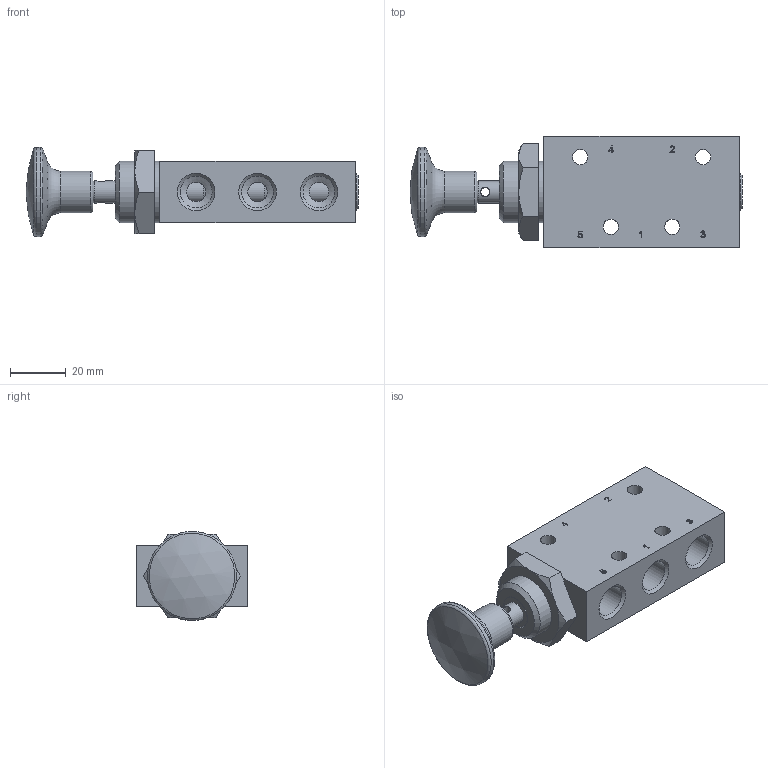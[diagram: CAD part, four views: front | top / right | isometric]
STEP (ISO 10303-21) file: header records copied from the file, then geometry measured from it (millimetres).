
FILE_DESCRIPTION( ( 'Unknown' ), '1' );
FILE_NAME( 'BH 511 701.stp', 'Unknown', ( 'Unknown' ), ( 'Unknown' ), 'PSStep 14.0', 'Unknown', ' ' );
FILE_SCHEMA( ( 'AUTOMOTIVE_DESIGN { 1 0 10303 214 1 1 1 1 }' ) );
Length unit declared in the file: millimetre
Products named in the file (7): Assem1; -oa0
Assembly tree (6 placements, depth 2):
  Assem1
    -oa0
    -oa0
    -oa0
    -oa0
    -oa0
    -oa0
Bounding box: 119 x 40 x 31.94 mm (x, y, z)
Surface area: 24334.3 mm2 (no closed solid volume)
Topology: 0 solids, 185 shells, 185 faces, 934 edges, 876 vertices
Faces by surface type: plane 71, extrusion 47, cylinder 32, cone 28, torus 4, bspline 2, sphere 1
Full cylindrical faces by diameter (mm): 1.6 x1, 3.2 x1, 4.5 x2, 5.5 x4, 8 x3, 8.06 x1, 9 x1, 11.445 x10, 12 x1, 13 x1, 15 x1, 22 x1, 32 x1
Entity records: 11544 total; most frequent: CARTESIAN_POINT 4201, DIRECTION 1113, ORIENTED_EDGE 853, EDGE_CURVE 853, VERTEX_POINT 853, VECTOR 483, LINE 436, AXIS2_PLACEMENT_3D 315
